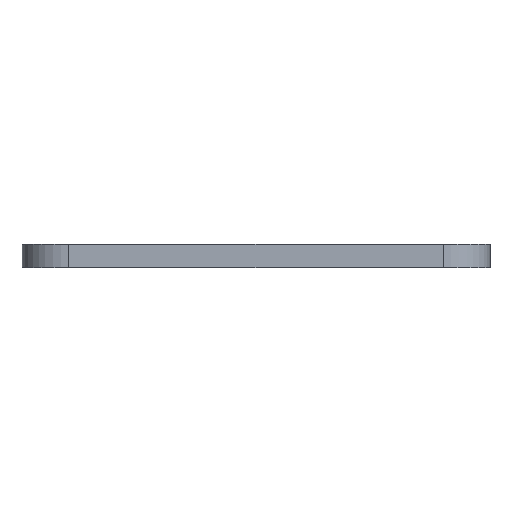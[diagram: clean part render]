
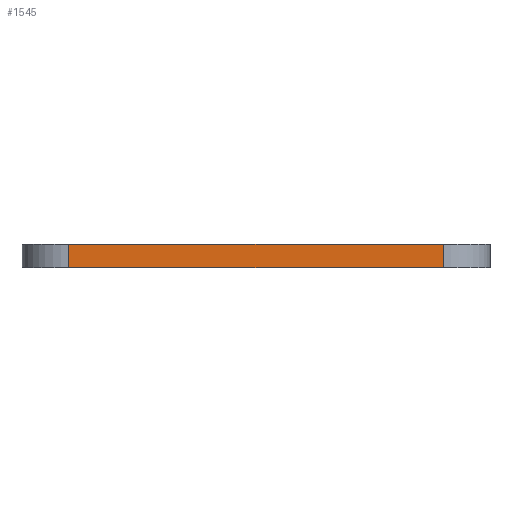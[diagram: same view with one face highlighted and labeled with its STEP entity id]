
A CAD part, front view. The second image highlights one B-rep face of the part: STEP entity #1545.
In plain terms, the highlighted planar face has unit normal (0, -1, 0).
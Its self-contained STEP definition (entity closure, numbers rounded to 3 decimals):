
#282=FACE_OUTER_BOUND('',#368,.T.);
#368=EDGE_LOOP('',(#1380,#1381,#1382,#1383));
#469=LINE('',#3040,#577);
#475=LINE('',#3057,#583);
#476=LINE('',#3060,#584);
#477=LINE('',#3061,#585);
#577=VECTOR('',#1726,10.);
#583=VECTOR('',#1742,10.);
#584=VECTOR('',#1745,10.);
#585=VECTOR('',#1746,10.);
#735=VERTEX_POINT('',#3037);
#736=VERTEX_POINT('',#3039);
#742=VERTEX_POINT('',#3055);
#743=VERTEX_POINT('',#3059);
#961=EDGE_CURVE('',#736,#735,#469,.T.);
#970=EDGE_CURVE('',#735,#742,#475,.T.);
#971=EDGE_CURVE('',#743,#742,#476,.T.);
#972=EDGE_CURVE('',#736,#743,#477,.T.);
#1380=ORIENTED_EDGE('',*,*,#961,.T.);
#1381=ORIENTED_EDGE('',*,*,#970,.T.);
#1382=ORIENTED_EDGE('',*,*,#971,.F.);
#1383=ORIENTED_EDGE('',*,*,#972,.F.);
#1465=PLANE('',#1588);
#1545=ADVANCED_FACE('',(#282),#1465,.T.);
#1588=AXIS2_PLACEMENT_3D('',#3058,#1743,#1744);
#1726=DIRECTION('',(-1.,0.,0.));
#1742=DIRECTION('',(0.,0.,-1.));
#1743=DIRECTION('center_axis',(0.,-1.,0.));
#1744=DIRECTION('ref_axis',(-1.,0.,0.));
#1745=DIRECTION('',(-1.,0.,0.));
#1746=DIRECTION('',(0.,0.,-1.));
#3037=CARTESIAN_POINT('',(2.,-113.5,0.));
#3039=CARTESIAN_POINT('',(18.,-113.5,0.));
#3040=CARTESIAN_POINT('',(18.,-113.5,0.));
#3055=CARTESIAN_POINT('',(2.,-113.5,-1.));
#3057=CARTESIAN_POINT('',(2.,-113.5,0.));
#3058=CARTESIAN_POINT('Origin',(18.,-113.5,0.));
#3059=CARTESIAN_POINT('',(18.,-113.5,-1.));
#3060=CARTESIAN_POINT('',(18.,-113.5,-1.));
#3061=CARTESIAN_POINT('',(18.,-113.5,0.));
